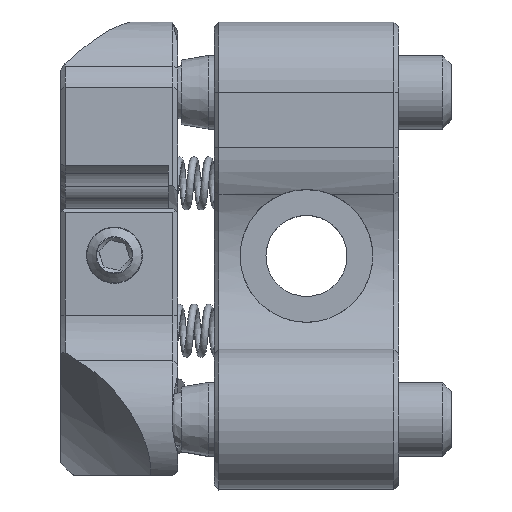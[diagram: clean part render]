
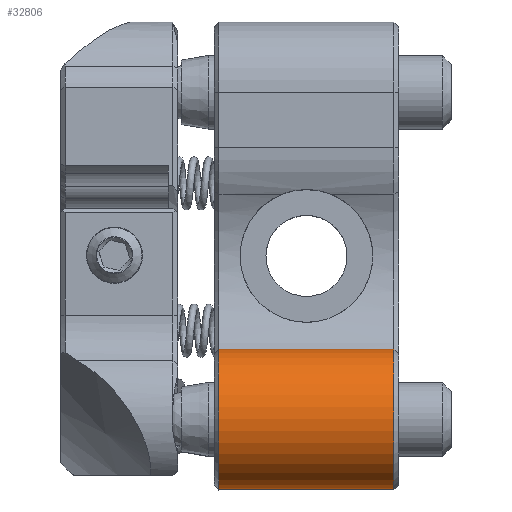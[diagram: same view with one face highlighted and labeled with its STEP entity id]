
A CAD part, top view. The second image highlights one B-rep face of the part: STEP entity #32806.
In plain terms, the highlighted cylindrical face has radius 3.81 mm (diameter 7.62 mm), a partial arc.
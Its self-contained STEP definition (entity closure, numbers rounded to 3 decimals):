
#1318 = VECTOR ( 'NONE', #19595, 1000. ) ;
#1351 = ORIENTED_EDGE ( 'NONE', *, *, #14181, .T. ) ;
#2510 = CARTESIAN_POINT ( 'NONE',  ( -4.75, -5.08, 8.89 ) ) ;
#2643 = VERTEX_POINT ( 'NONE', #37768 ) ;
#3115 = AXIS2_PLACEMENT_3D ( 'NONE', #40592, #28985, #7468 ) ;
#3823 = DIRECTION ( 'NONE',  ( -1., 0., 0. ) ) ;
#4620 = LINE ( 'NONE', #44114, #1318 ) ;
#7413 = EDGE_CURVE ( 'NONE', #44867, #42199, #17358, .T. ) ;
#7468 = DIRECTION ( 'NONE',  ( 0., 0., 1. ) ) ;
#8169 = CARTESIAN_POINT ( 'NONE',  ( 4.75, -8.89, 8.89 ) ) ;
#8405 = DIRECTION ( 'NONE',  ( 0., 0., 1. ) ) ;
#8865 = VERTEX_POINT ( 'NONE', #36929 ) ;
#10465 = EDGE_CURVE ( 'NONE', #44867, #2643, #4620, .T. ) ;
#10929 = AXIS2_PLACEMENT_3D ( 'NONE', #8169, #3823, #8405 ) ;
#14181 = EDGE_CURVE ( 'NONE', #8865, #42199, #32962, .T. ) ;
#14892 = ORIENTED_EDGE ( 'NONE', *, *, #28623, .T. ) ;
#15199 = CARTESIAN_POINT ( 'NONE',  ( -4.75, -8.89, 8.89 ) ) ;
#15433 = DIRECTION ( 'NONE',  ( 0., 0., -1. ) ) ;
#17358 = CIRCLE ( 'NONE', #28153, 3.81 ) ;
#19595 = DIRECTION ( 'NONE',  ( 1., 0., 0. ) ) ;
#25818 = CYLINDRICAL_SURFACE ( 'NONE', #3115, 3.81 ) ;
#25913 = DIRECTION ( 'NONE',  ( -1., 0., 0. ) ) ;
#28153 = AXIS2_PLACEMENT_3D ( 'NONE', #15199, #29948, #15433 ) ;
#28623 = EDGE_CURVE ( 'NONE', #2643, #8865, #44891, .T. ) ;
#28985 = DIRECTION ( 'NONE',  ( -1., 0., 0. ) ) ;
#29948 = DIRECTION ( 'NONE',  ( -1., 0., 0. ) ) ;
#32504 = EDGE_LOOP ( 'NONE', ( #43261, #14892, #1351, #47447 ) ) ;
#32806 = ADVANCED_FACE ( 'NONE', ( #44209 ), #25818, .T. ) ;
#32962 = LINE ( 'NONE', #47704, #33864 ) ;
#33864 = VECTOR ( 'NONE', #25913, 1000. ) ;
#36929 = CARTESIAN_POINT ( 'NONE',  ( 4.75, -5.08, 8.89 ) ) ;
#37768 = CARTESIAN_POINT ( 'NONE',  ( 4.75, -12.7, 8.89 ) ) ;
#40592 = CARTESIAN_POINT ( 'NONE',  ( 5., -8.89, 8.89 ) ) ;
#42199 = VERTEX_POINT ( 'NONE', #2510 ) ;
#43261 = ORIENTED_EDGE ( 'NONE', *, *, #10465, .T. ) ;
#44114 = CARTESIAN_POINT ( 'NONE',  ( 5., -12.7, 8.89 ) ) ;
#44209 = FACE_OUTER_BOUND ( 'NONE', #32504, .T. ) ;
#44867 = VERTEX_POINT ( 'NONE', #45895 ) ;
#44891 = CIRCLE ( 'NONE', #10929, 3.81 ) ;
#45895 = CARTESIAN_POINT ( 'NONE',  ( -4.75, -12.7, 8.89 ) ) ;
#47447 = ORIENTED_EDGE ( 'NONE', *, *, #7413, .F. ) ;
#47704 = CARTESIAN_POINT ( 'NONE',  ( -5., -5.08, 8.89 ) ) ;
